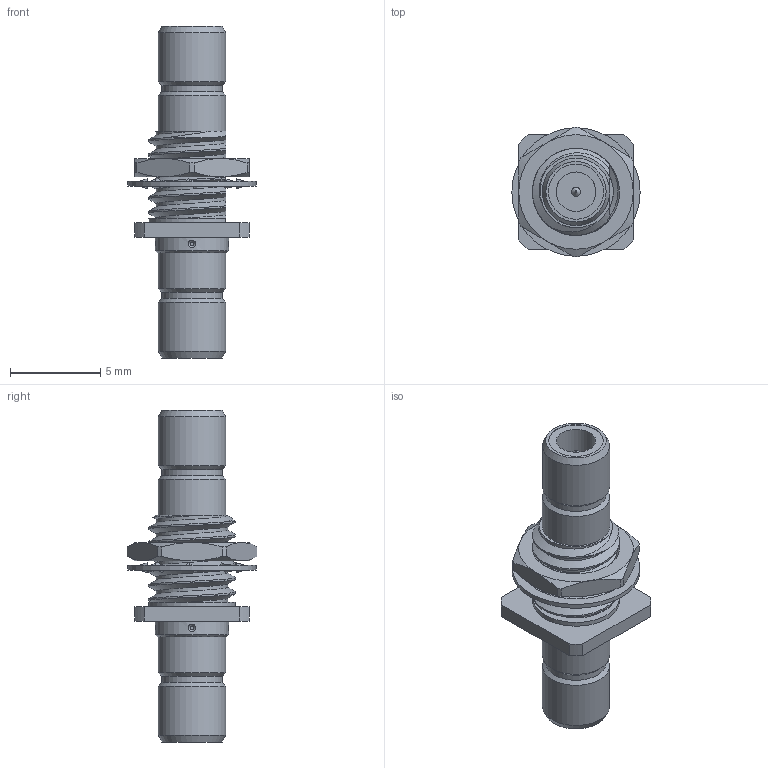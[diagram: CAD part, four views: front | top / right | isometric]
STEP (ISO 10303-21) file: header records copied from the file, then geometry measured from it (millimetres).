
FILE_DESCRIPTION (( 'STEP AP203' ), '1' );
FILE_NAME ('PE9122_3D.step', '2021-05-10T19:45:15', ( '' ), ( '' ), 'SwSTEP 2.0', 'SolidWorks 2020', '' );
FILE_SCHEMA (( 'CONFIG_CONTROL_DESIGN' ));
Length unit declared in the file: inch
Products named in the file (1): PE9122_3D
Bounding box: 7.11 x 7.19 x 18.4 mm (x, y, z)
Volume: 237.8 mm3; surface area: 518.3 mm2
Topology: 3 solids, 3 shells, 180 faces, 445 edges, 284 vertices
Faces by surface type: bspline 56, cylinder 55, plane 40, cone 29
Full cylindrical faces by diameter (mm): 0.508 x2, 2.191 x2, 3.048 x2, 3.335 x2, 3.735 x4, 4.064 x1, 7.112 x1
Entity records: 12294 total; most frequent: CARTESIAN_POINT 8581, ORIENTED_EDGE 818, DIRECTION 607, EDGE_CURVE 409, VERTEX_POINT 276, AXIS2_PLACEMENT_3D 250, EDGE_LOOP 225, FACE_OUTER_BOUND 194
